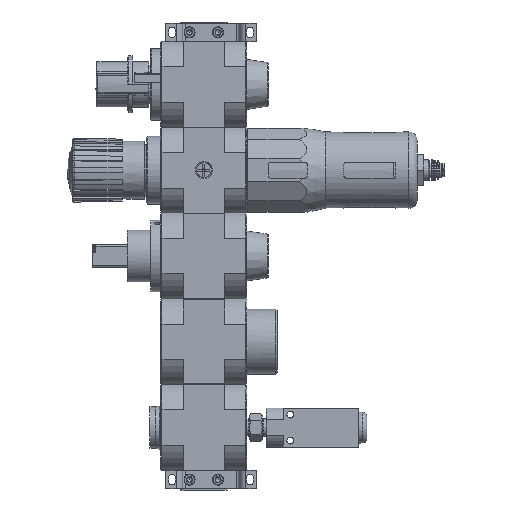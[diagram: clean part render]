
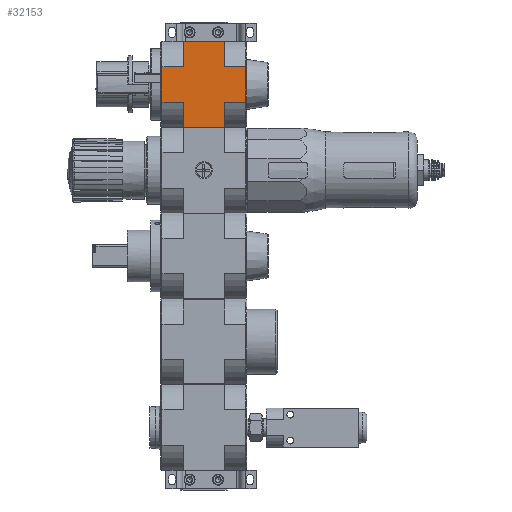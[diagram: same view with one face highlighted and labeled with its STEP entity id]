
A CAD part, left-side view. The second image highlights one B-rep face of the part: STEP entity #32153.
In plain terms, the highlighted face is planar.
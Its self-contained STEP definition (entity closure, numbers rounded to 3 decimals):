
#4712=ORIENTED_EDGE('',*,*,#13458,.T.);
#4713=ORIENTED_EDGE('',*,*,#13459,.F.);
#4714=ORIENTED_EDGE('',*,*,#13460,.T.);
#4715=ORIENTED_EDGE('',*,*,#13442,.T.);
#4716=ORIENTED_EDGE('',*,*,#13461,.F.);
#4717=ORIENTED_EDGE('',*,*,#13462,.F.);
#4718=ORIENTED_EDGE('',*,*,#13463,.F.);
#4719=ORIENTED_EDGE('',*,*,#13464,.F.);
#4720=ORIENTED_EDGE('',*,*,#13465,.F.);
#4721=ORIENTED_EDGE('',*,*,#13450,.T.);
#4722=ORIENTED_EDGE('',*,*,#13466,.T.);
#4723=ORIENTED_EDGE('',*,*,#13467,.F.);
#13442=EDGE_CURVE('',#17874,#17873,#20822,.T.);
#13450=EDGE_CURVE('',#17881,#17880,#20827,.T.);
#13458=EDGE_CURVE('',#17887,#17888,#20835,.T.);
#13459=EDGE_CURVE('',#17889,#17888,#20836,.F.);
#13460=EDGE_CURVE('',#17889,#17874,#20837,.T.);
#13461=EDGE_CURVE('',#17890,#17873,#20838,.T.);
#13462=EDGE_CURVE('',#17891,#17890,#20839,.F.);
#13463=EDGE_CURVE('',#17892,#17891,#20840,.T.);
#13464=EDGE_CURVE('',#17893,#17892,#20841,.T.);
#13465=EDGE_CURVE('',#17881,#17893,#20842,.T.);
#13466=EDGE_CURVE('',#17880,#17894,#20843,.T.);
#13467=EDGE_CURVE('',#17887,#17894,#20844,.T.);
#17873=VERTEX_POINT('',#61799);
#17874=VERTEX_POINT('',#61801);
#17880=VERTEX_POINT('',#61815);
#17881=VERTEX_POINT('',#61817);
#17887=VERTEX_POINT('',#61832);
#17888=VERTEX_POINT('',#61833);
#17889=VERTEX_POINT('',#61835);
#17890=VERTEX_POINT('',#61838);
#17891=VERTEX_POINT('',#61840);
#17892=VERTEX_POINT('',#61842);
#17893=VERTEX_POINT('',#61844);
#17894=VERTEX_POINT('',#61847);
#20822=LINE('',#61800,#23319);
#20827=LINE('',#61816,#23324);
#20835=LINE('',#61831,#23332);
#20836=LINE('',#61834,#23333);
#20837=LINE('',#61836,#23334);
#20838=LINE('',#61837,#23335);
#20839=LINE('',#61839,#23336);
#20840=LINE('',#61841,#23337);
#20841=LINE('',#61843,#23338);
#20842=LINE('',#61845,#23339);
#20843=LINE('',#61846,#23340);
#20844=LINE('',#61848,#23341);
#23319=VECTOR('',#51599,1000.);
#23324=VECTOR('',#51612,1000.);
#23332=VECTOR('',#51622,1000.);
#23333=VECTOR('',#51623,1000.);
#23334=VECTOR('',#51624,1000.);
#23335=VECTOR('',#51625,1000.);
#23336=VECTOR('',#51626,1000.);
#23337=VECTOR('',#51627,1000.);
#23338=VECTOR('',#51628,1000.);
#23339=VECTOR('',#51629,1000.);
#23340=VECTOR('',#51630,1000.);
#23341=VECTOR('',#51631,1000.);
#25775=EDGE_LOOP('',(#4712,#4713,#4714,#4715,#4716,#4717,#4718,#4719,#4720,
#4721,#4722,#4723));
#28432=FACE_BOUND('',#25775,.T.);
#30858=PLANE('',#46680);
#32153=ADVANCED_FACE('',(#28432),#30858,.T.);
#46680=AXIS2_PLACEMENT_3D('',#61830,#51620,#51621);
#51599=DIRECTION('',(0.,-1.,0.));
#51612=DIRECTION('',(0.,1.,0.));
#51620=DIRECTION('',(0.,0.,1.));
#51621=DIRECTION('',(1.,0.,0.));
#51622=DIRECTION('',(-1.,0.,0.));
#51623=DIRECTION('',(0.,-1.,0.));
#51624=DIRECTION('',(-1.,0.,0.));
#51625=DIRECTION('',(-1.,0.,0.));
#51626=DIRECTION('',(0.,-1.,0.));
#51627=DIRECTION('',(-1.,0.,0.));
#51628=DIRECTION('',(0.,-1.,0.));
#51629=DIRECTION('',(-1.,0.,0.));
#51630=DIRECTION('',(-1.,0.,0.));
#51631=DIRECTION('',(0.,-1.,0.));
#61799=CARTESIAN_POINT('',(-33.,-16.,33.));
#61800=CARTESIAN_POINT('',(-33.,32.2,33.));
#61801=CARTESIAN_POINT('',(-33.,16.,33.));
#61815=CARTESIAN_POINT('',(33.,16.,33.));
#61816=CARTESIAN_POINT('',(33.,-32.2,33.));
#61817=CARTESIAN_POINT('',(33.,-16.,33.));
#61830=CARTESIAN_POINT('',(0.,0.,33.));
#61831=CARTESIAN_POINT('',(33.,32.2,33.));
#61832=CARTESIAN_POINT('',(13.75,32.2,33.));
#61833=CARTESIAN_POINT('',(-13.75,32.2,33.));
#61834=CARTESIAN_POINT('',(-13.75,50.,33.));
#61835=CARTESIAN_POINT('',(-13.75,16.,33.));
#61836=CARTESIAN_POINT('',(0.,16.,33.));
#61837=CARTESIAN_POINT('',(0.,-16.,33.));
#61838=CARTESIAN_POINT('',(-13.75,-16.,33.));
#61839=CARTESIAN_POINT('',(-13.75,-16.,33.));
#61840=CARTESIAN_POINT('',(-13.75,-32.2,33.));
#61841=CARTESIAN_POINT('',(33.,-32.2,33.));
#61842=CARTESIAN_POINT('',(13.75,-32.2,33.));
#61843=CARTESIAN_POINT('',(13.75,-16.,33.));
#61844=CARTESIAN_POINT('',(13.75,-16.,33.));
#61845=CARTESIAN_POINT('',(0.,-16.,33.));
#61846=CARTESIAN_POINT('',(0.,16.,33.));
#61847=CARTESIAN_POINT('',(13.75,16.,33.));
#61848=CARTESIAN_POINT('',(13.75,50.,33.));
